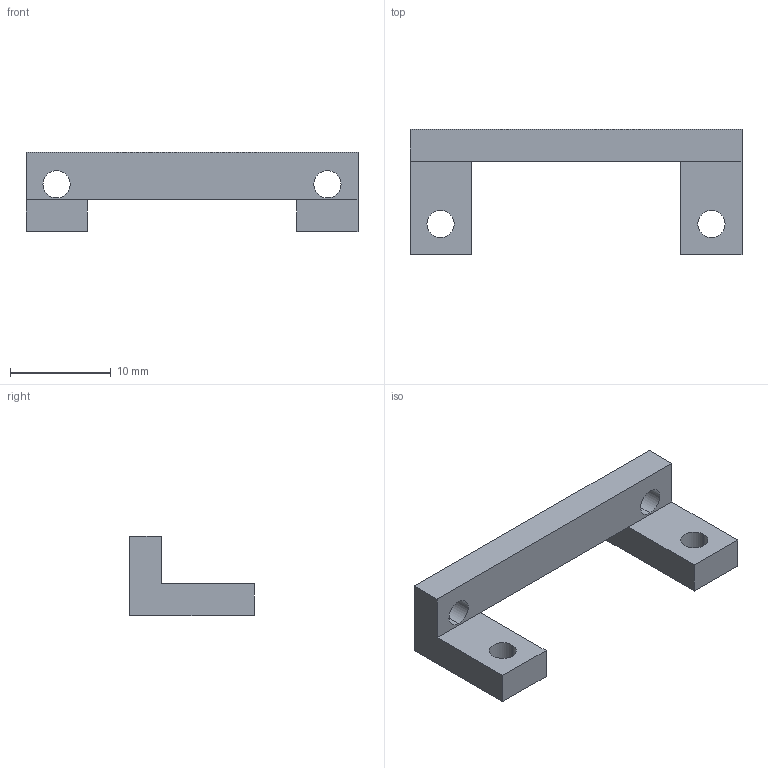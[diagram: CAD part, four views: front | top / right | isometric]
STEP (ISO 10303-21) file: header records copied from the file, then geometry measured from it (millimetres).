
FILE_DESCRIPTION (( 'STEP AP203' ), '1' );
FILE_NAME ('585508.STEP', '2014-07-15T14:37:54', ( 'Kyle' ), ( 'Microsoft' ), 'SwSTEP 2.0', 'SolidWorks 2014', '' );
FILE_SCHEMA (( 'CONFIG_CONTROL_DESIGN' ));
Length unit declared in the file: inch
Products named in the file (1): 585508
Bounding box: 33.02 x 12.43 x 7.87 mm (x, y, z)
Volume: 899.6 mm3; surface area: 1072 mm2
Topology: 1 solids, 1 shells, 22 faces, 58 edges, 38 vertices
Faces by surface type: plane 14, cylinder 8
Entity records: 777 total; most frequent: DIRECTION 120, CARTESIAN_POINT 119, ORIENTED_EDGE 116, EDGE_CURVE 58, VECTOR 42, LINE 42, AXIS2_PLACEMENT_3D 39, VERTEX_POINT 38
